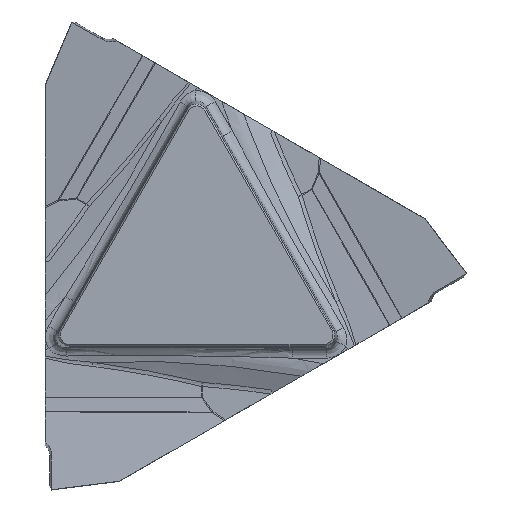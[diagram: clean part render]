
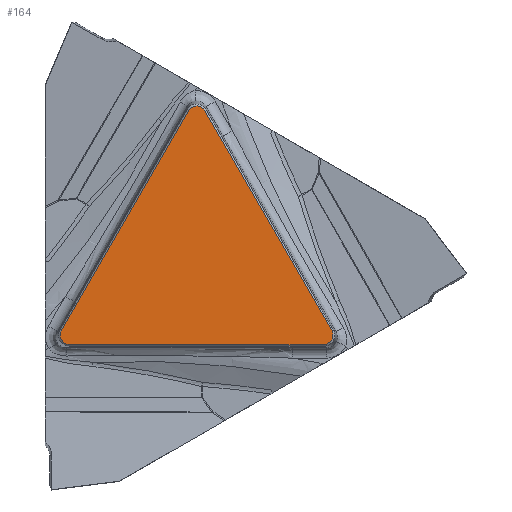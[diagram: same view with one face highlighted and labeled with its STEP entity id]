
A CAD part, left-side view. The second image highlights one B-rep face of the part: STEP entity #164.
In plain terms, the highlighted planar face has unit normal (-1, 0, 0).
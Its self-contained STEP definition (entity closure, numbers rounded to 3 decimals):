
#164=ADVANCED_FACE('',(#306),#268,.T.);
#268=PLANE('',#1804);
#306=FACE_OUTER_BOUND('',#410,.T.);
#410=EDGE_LOOP('',(#627,#628,#629,#630,#631,#632));
#627=ORIENTED_EDGE('',*,*,#1295,.T.);
#628=ORIENTED_EDGE('',*,*,#1296,.T.);
#629=ORIENTED_EDGE('',*,*,#1297,.T.);
#630=ORIENTED_EDGE('',*,*,#1298,.T.);
#631=ORIENTED_EDGE('',*,*,#1299,.T.);
#632=ORIENTED_EDGE('',*,*,#1300,.T.);
#1135=VERTEX_POINT('',#2701);
#1136=VERTEX_POINT('',#2702);
#1137=VERTEX_POINT('',#2704);
#1138=VERTEX_POINT('',#2709);
#1139=VERTEX_POINT('',#2711);
#1140=VERTEX_POINT('',#2716);
#1295=EDGE_CURVE('',#1135,#1136,#1722,.T.);
#1296=EDGE_CURVE('',#1136,#1137,#1517,.T.);
#1297=EDGE_CURVE('',#1137,#1138,#1723,.T.);
#1298=EDGE_CURVE('',#1138,#1139,#1518,.T.);
#1299=EDGE_CURVE('',#1139,#1140,#1724,.T.);
#1300=EDGE_CURVE('',#1140,#1135,#1519,.T.);
#1517=LINE('',#2703,#1628);
#1518=LINE('',#2710,#1629);
#1519=LINE('',#2717,#1630);
#1628=VECTOR('',#2056,1.);
#1629=VECTOR('',#2057,1.);
#1630=VECTOR('',#2058,1.);
#1722=B_SPLINE_CURVE_WITH_KNOTS('',3,(#2697,#2698,#2699,#2700),
 .UNSPECIFIED.,.F.,.F.,(4,4),(0.,1.),.UNSPECIFIED.);
#1723=B_SPLINE_CURVE_WITH_KNOTS('',3,(#2705,#2706,#2707,#2708),
 .UNSPECIFIED.,.F.,.F.,(4,4),(0.,1.),.UNSPECIFIED.);
#1724=B_SPLINE_CURVE_WITH_KNOTS('',3,(#2712,#2713,#2714,#2715),
 .UNSPECIFIED.,.F.,.F.,(4,4),(0.,1.),.UNSPECIFIED.);
#1804=AXIS2_PLACEMENT_3D('',#2718,#2059,#2060);
#2056=DIRECTION('',(0.,0.5,0.866));
#2057=DIRECTION('',(0.,0.5,-0.866));
#2058=DIRECTION('',(0.,-1.,0.));
#2059=DIRECTION('',(-1.,0.,0.));
#2060=DIRECTION('',(0.,0.,-1.));
#2697=CARTESIAN_POINT('',(-4.,-5.976,-3.876));
#2698=CARTESIAN_POINT('',(-4.,-6.286,-3.877));
#2699=CARTESIAN_POINT('',(-4.,-6.485,-3.479));
#2700=CARTESIAN_POINT('',(-4.,-6.345,-3.237));
#2701=CARTESIAN_POINT('',(-4.,-5.976,-3.876));
#2702=CARTESIAN_POINT('',(-4.,-6.345,-3.237));
#2703=CARTESIAN_POINT('',(-4.,-6.343,-3.234));
#2704=CARTESIAN_POINT('',(-4.,-0.369,7.114));
#2705=CARTESIAN_POINT('',(-4.,-0.369,7.114));
#2706=CARTESIAN_POINT('',(-4.,-0.214,7.382));
#2707=CARTESIAN_POINT('',(-4.,0.23,7.356));
#2708=CARTESIAN_POINT('',(-4.,0.369,7.114));
#2709=CARTESIAN_POINT('',(-4.,0.369,7.114));
#2710=CARTESIAN_POINT('',(-4.,0.371,7.11));
#2711=CARTESIAN_POINT('',(-4.,6.345,-3.237));
#2712=CARTESIAN_POINT('',(-4.,6.345,-3.237));
#2713=CARTESIAN_POINT('',(-4.,6.5,-3.506));
#2714=CARTESIAN_POINT('',(-4.,6.255,-3.877));
#2715=CARTESIAN_POINT('',(-4.,5.976,-3.876));
#2716=CARTESIAN_POINT('',(-4.,5.976,-3.876));
#2717=CARTESIAN_POINT('',(-4.,5.972,-3.876));
#2718=CARTESIAN_POINT('',(-4.,0.,0.));
